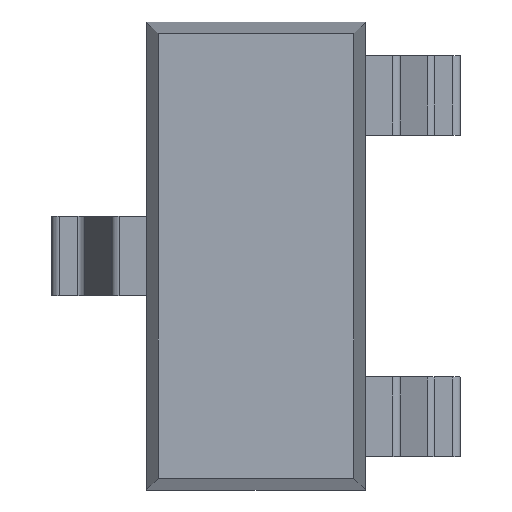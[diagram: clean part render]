
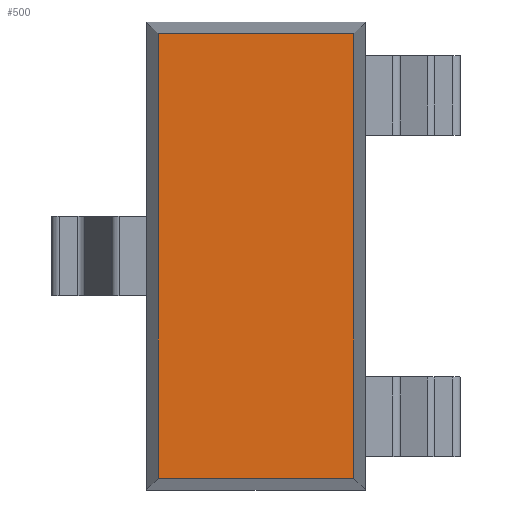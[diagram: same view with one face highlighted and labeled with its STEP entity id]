
A CAD part, top view. The second image highlights one B-rep face of the part: STEP entity #500.
In plain terms, the highlighted planar face has unit normal (0, 0, 1).
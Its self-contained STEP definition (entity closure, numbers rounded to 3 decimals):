
#44 = PLANE('',#45);
#45 = AXIS2_PLACEMENT_3D('',#46,#47,#48);
#46 = CARTESIAN_POINT('',(-0.7,1.5,0.));
#47 = DIRECTION('',(-0.993,0.,0.122)
  );
#48 = DIRECTION('',(0.122,0.,0.993));
#142 = VERTEX_POINT('',#143);
#143 = CARTESIAN_POINT('',(-0.626,1.426,0.6));
#156 = PLANE('',#157);
#157 = AXIS2_PLACEMENT_3D('',#158,#159,#160);
#158 = CARTESIAN_POINT('',(-0.75,1.426,0.6));
#159 = DIRECTION('',(0.,-0.993,-0.122
    ));
#160 = DIRECTION('',(0.,-0.122,0.993)
  );
#169 = VERTEX_POINT('',#170);
#170 = CARTESIAN_POINT('',(-0.626,-1.426,0.6));
#183 = PLANE('',#184);
#184 = AXIS2_PLACEMENT_3D('',#185,#186,#187);
#185 = CARTESIAN_POINT('',(-0.75,-1.426,0.6));
#186 = DIRECTION('',(0.,0.993,-0.122)
  );
#187 = DIRECTION('',(0.,-0.122,
    -0.993));
#194 = EDGE_CURVE('',#142,#169,#195,.T.);
#195 = SURFACE_CURVE('',#196,(#200,#207),.PCURVE_S1.);
#196 = LINE('',#197,#198);
#197 = CARTESIAN_POINT('',(-0.626,1.5,0.6));
#198 = VECTOR('',#199,1.);
#199 = DIRECTION('',(0.,-1.,0.));
#200 = PCURVE('',#44,#201);
#201 = DEFINITIONAL_REPRESENTATION('',(#202),#206);
#202 = LINE('',#203,#204);
#203 = CARTESIAN_POINT('',(0.605,0.));
#204 = VECTOR('',#205,1.);
#205 = DIRECTION('',(0.,-1.));
#206 = ( GEOMETRIC_REPRESENTATION_CONTEXT(2) 
PARAMETRIC_REPRESENTATION_CONTEXT() REPRESENTATION_CONTEXT('2D SPACE',''
  ) );
#207 = PCURVE('',#208,#213);
#208 = PLANE('',#209);
#209 = AXIS2_PLACEMENT_3D('',#210,#211,#212);
#210 = CARTESIAN_POINT('',(-0.626,1.5,0.6));
#211 = DIRECTION('',(0.,0.,1.));
#212 = DIRECTION('',(1.,0.,0.));
#213 = DEFINITIONAL_REPRESENTATION('',(#214),#218);
#214 = LINE('',#215,#216);
#215 = CARTESIAN_POINT('',(0.,0.));
#216 = VECTOR('',#217,1.);
#217 = DIRECTION('',(0.,-1.));
#218 = ( GEOMETRIC_REPRESENTATION_CONTEXT(2) 
PARAMETRIC_REPRESENTATION_CONTEXT() REPRESENTATION_CONTEXT('2D SPACE',''
  ) );
#453 = EDGE_CURVE('',#142,#454,#456,.T.);
#454 = VERTEX_POINT('',#455);
#455 = CARTESIAN_POINT('',(0.626,1.426,0.6));
#456 = SURFACE_CURVE('',#457,(#461,#468),.PCURVE_S1.);
#457 = LINE('',#458,#459);
#458 = CARTESIAN_POINT('',(-0.75,1.426,0.6));
#459 = VECTOR('',#460,1.);
#460 = DIRECTION('',(1.,0.,0.));
#461 = PCURVE('',#156,#462);
#462 = DEFINITIONAL_REPRESENTATION('',(#463),#467);
#463 = LINE('',#464,#465);
#464 = CARTESIAN_POINT('',(0.,0.));
#465 = VECTOR('',#466,1.);
#466 = DIRECTION('',(0.,-1.));
#467 = ( GEOMETRIC_REPRESENTATION_CONTEXT(2) 
PARAMETRIC_REPRESENTATION_CONTEXT() REPRESENTATION_CONTEXT('2D SPACE',''
  ) );
#468 = PCURVE('',#208,#469);
#469 = DEFINITIONAL_REPRESENTATION('',(#470),#474);
#470 = LINE('',#471,#472);
#471 = CARTESIAN_POINT('',(-0.124,-0.074));
#472 = VECTOR('',#473,1.);
#473 = DIRECTION('',(1.,0.));
#474 = ( GEOMETRIC_REPRESENTATION_CONTEXT(2) 
PARAMETRIC_REPRESENTATION_CONTEXT() REPRESENTATION_CONTEXT('2D SPACE',''
  ) );
#489 = PLANE('',#490);
#490 = AXIS2_PLACEMENT_3D('',#491,#492,#493);
#491 = CARTESIAN_POINT('',(0.626,1.5,0.6));
#492 = DIRECTION('',(0.993,0.,0.122)
  );
#493 = DIRECTION('',(0.122,0.,-0.993
    ));
#500 = ADVANCED_FACE('',(#501),#208,.T.);
#501 = FACE_BOUND('',#502,.T.);
#502 = EDGE_LOOP('',(#503,#504,#505,#528));
#503 = ORIENTED_EDGE('',*,*,#453,.F.);
#504 = ORIENTED_EDGE('',*,*,#194,.T.);
#505 = ORIENTED_EDGE('',*,*,#506,.T.);
#506 = EDGE_CURVE('',#169,#507,#509,.T.);
#507 = VERTEX_POINT('',#508);
#508 = CARTESIAN_POINT('',(0.626,-1.426,0.6));
#509 = SURFACE_CURVE('',#510,(#514,#521),.PCURVE_S1.);
#510 = LINE('',#511,#512);
#511 = CARTESIAN_POINT('',(-0.75,-1.426,0.6));
#512 = VECTOR('',#513,1.);
#513 = DIRECTION('',(1.,0.,0.));
#514 = PCURVE('',#208,#515);
#515 = DEFINITIONAL_REPRESENTATION('',(#516),#520);
#516 = LINE('',#517,#518);
#517 = CARTESIAN_POINT('',(-0.124,-2.926));
#518 = VECTOR('',#519,1.);
#519 = DIRECTION('',(1.,0.));
#520 = ( GEOMETRIC_REPRESENTATION_CONTEXT(2) 
PARAMETRIC_REPRESENTATION_CONTEXT() REPRESENTATION_CONTEXT('2D SPACE',''
  ) );
#521 = PCURVE('',#183,#522);
#522 = DEFINITIONAL_REPRESENTATION('',(#523),#527);
#523 = LINE('',#524,#525);
#524 = CARTESIAN_POINT('',(0.,0.));
#525 = VECTOR('',#526,1.);
#526 = DIRECTION('',(0.,-1.));
#527 = ( GEOMETRIC_REPRESENTATION_CONTEXT(2) 
PARAMETRIC_REPRESENTATION_CONTEXT() REPRESENTATION_CONTEXT('2D SPACE',''
  ) );
#528 = ORIENTED_EDGE('',*,*,#529,.F.);
#529 = EDGE_CURVE('',#454,#507,#530,.T.);
#530 = SURFACE_CURVE('',#531,(#535,#542),.PCURVE_S1.);
#531 = LINE('',#532,#533);
#532 = CARTESIAN_POINT('',(0.626,1.5,0.6));
#533 = VECTOR('',#534,1.);
#534 = DIRECTION('',(0.,-1.,0.));
#535 = PCURVE('',#208,#536);
#536 = DEFINITIONAL_REPRESENTATION('',(#537),#541);
#537 = LINE('',#538,#539);
#538 = CARTESIAN_POINT('',(1.253,0.));
#539 = VECTOR('',#540,1.);
#540 = DIRECTION('',(0.,-1.));
#541 = ( GEOMETRIC_REPRESENTATION_CONTEXT(2) 
PARAMETRIC_REPRESENTATION_CONTEXT() REPRESENTATION_CONTEXT('2D SPACE',''
  ) );
#542 = PCURVE('',#489,#543);
#543 = DEFINITIONAL_REPRESENTATION('',(#544),#548);
#544 = LINE('',#545,#546);
#545 = CARTESIAN_POINT('',(0.,0.));
#546 = VECTOR('',#547,1.);
#547 = DIRECTION('',(0.,-1.));
#548 = ( GEOMETRIC_REPRESENTATION_CONTEXT(2) 
PARAMETRIC_REPRESENTATION_CONTEXT() REPRESENTATION_CONTEXT('2D SPACE',''
  ) );
